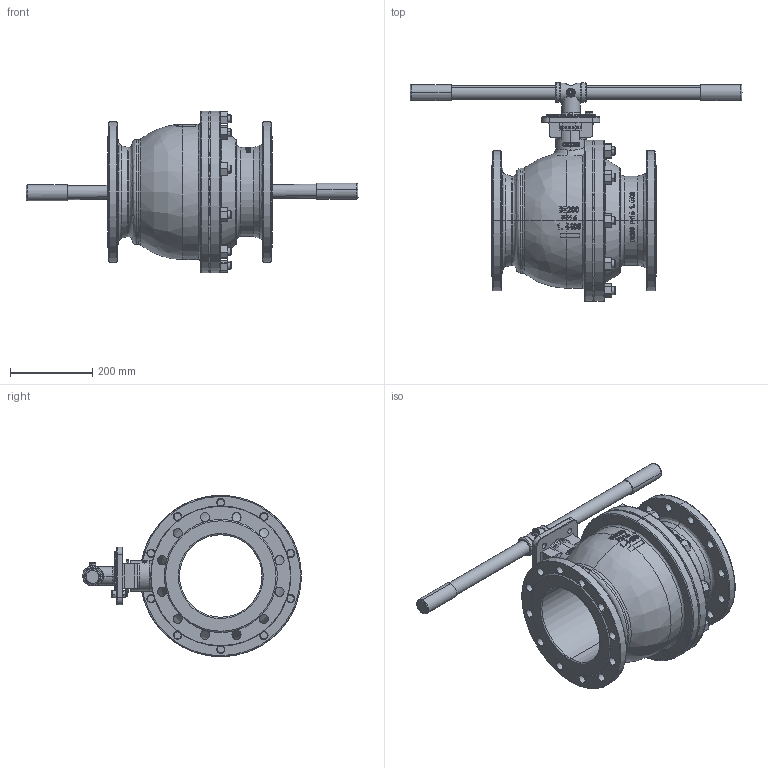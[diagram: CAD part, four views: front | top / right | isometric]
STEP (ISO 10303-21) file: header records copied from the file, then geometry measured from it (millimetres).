
FILE_DESCRIPTION (( 'STEP AP203' ), '1' );
FILE_NAME ('KV-L6K DN200.STEP', '2018-01-27T02:37:07', ( '456' ), ( '' ), 'SwSTEP 2.0', 'SolidWorks 2013', '' );
FILE_SCHEMA (( 'CONFIG_CONTROL_DESIGN' ));
Products named in the file (1): KV-L6K DN200
Bounding box: 805.15 x 530.5 x 391 mm (x, y, z)
Surface area: 1230852.4 mm2 (no closed solid volume)
Topology: 0 solids, 59 shells, 674 faces, 2338 edges, 1647 vertices
Faces by surface type: plane 209, cylinder 200, bspline 149, cone 116
Entity records: 53191 total; most frequent: CARTESIAN_POINT 34414, ORIENTED_EDGE 3710, DIRECTION 3583, EDGE_CURVE 2337, VERTEX_POINT 1647, AXIS2_PLACEMENT_3D 1380, CIRCLE 854, VECTOR 823
